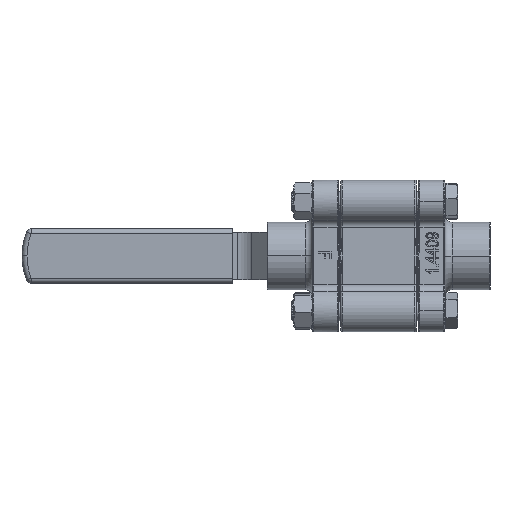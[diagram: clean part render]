
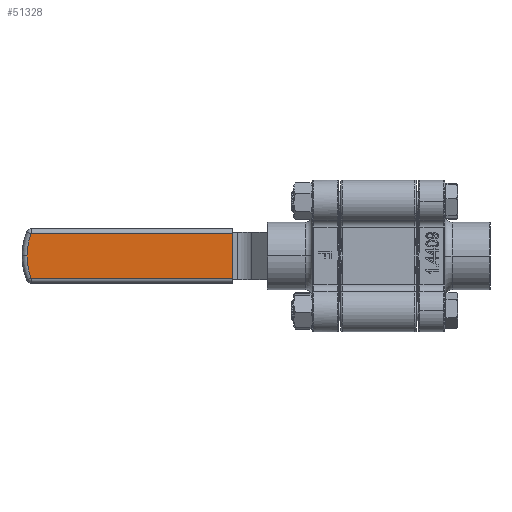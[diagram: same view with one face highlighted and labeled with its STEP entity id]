
A CAD part, front view. The second image highlights one B-rep face of the part: STEP entity #51328.
In plain terms, the highlighted planar face has unit normal (0, -1, 0).
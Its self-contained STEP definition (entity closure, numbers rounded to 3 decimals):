
#141 = AXIS2_PLACEMENT_3D ( 'NONE', #71384, #37254, #3269 ) ;
#2246 = CARTESIAN_POINT ( 'NONE',  ( -141.609, 79.833, 9. ) ) ;
#3269 = DIRECTION ( 'NONE',  ( -1., 0., 0. ) ) ;
#3790 = CARTESIAN_POINT ( 'NONE',  ( -140.287, 79.833, -9. ) ) ;
#3882 = EDGE_CURVE ( 'NONE', #72889, #67461, #45530, .T. ) ;
#5204 = FACE_OUTER_BOUND ( 'NONE', #43044, .T. ) ;
#7972 = DIRECTION ( 'NONE',  ( -1., 0., 0. ) ) ;
#9448 = CARTESIAN_POINT ( 'NONE',  ( -140.287, 79.833, 9. ) ) ;
#10627 = CIRCLE ( 'NONE', #67784, 24.5 ) ;
#11072 = VERTEX_POINT ( 'NONE', #60810 ) ;
#13852 = CARTESIAN_POINT ( 'NONE',  ( -59., 79.833, 9. ) ) ;
#15354 = ORIENTED_EDGE ( 'NONE', *, *, #3882, .T. ) ;
#21743 = CARTESIAN_POINT ( 'NONE',  ( -142., 79.833, 0. ) ) ;
#22103 = EDGE_CURVE ( 'NONE', #67461, #53855, #10627, .T. ) ;
#24079 = LINE ( 'NONE', #2246, #65914 ) ;
#24849 = DIRECTION ( 'NONE',  ( 1., 0., 0. ) ) ;
#26554 = DIRECTION ( 'NONE',  ( 0., 0., 1. ) ) ;
#28168 = CARTESIAN_POINT ( 'NONE',  ( -117.5, 79.833, 0. ) ) ;
#28656 = ORIENTED_EDGE ( 'NONE', *, *, #54238, .T. ) ;
#33876 = DIRECTION ( 'NONE',  ( -1., 0., 0. ) ) ;
#33973 = EDGE_CURVE ( 'NONE', #11072, #72220, #44989, .T. ) ;
#37254 = DIRECTION ( 'NONE',  ( 0., 1., 0. ) ) ;
#38183 = CARTESIAN_POINT ( 'NONE',  ( -59., 79.833, -11. ) ) ;
#42545 = CARTESIAN_POINT ( 'NONE',  ( -59., 79.833, -9. ) ) ;
#42787 = PLANE ( 'NONE',  #141 ) ;
#43044 = EDGE_LOOP ( 'NONE', ( #70776, #28656, #15354, #56708, #58812 ) ) ;
#43199 = VECTOR ( 'NONE', #26554, 1000. ) ;
#44989 = LINE ( 'NONE', #38183, #43199 ) ;
#45530 = CIRCLE ( 'NONE', #61660, 24.5 ) ;
#51328 = ADVANCED_FACE ( 'NONE', ( #5204 ), #42787, .F. ) ;
#51895 = DIRECTION ( 'NONE',  ( -1., 0., 0. ) ) ;
#51984 = DIRECTION ( 'NONE',  ( 0., -1., 0. ) ) ;
#52144 = CARTESIAN_POINT ( 'NONE',  ( -117.5, 79.833, 0. ) ) ;
#53855 = VERTEX_POINT ( 'NONE', #3790 ) ;
#54238 = EDGE_CURVE ( 'NONE', #72220, #72889, #24079, .T. ) ;
#56708 = ORIENTED_EDGE ( 'NONE', *, *, #22103, .T. ) ;
#57367 = VECTOR ( 'NONE', #24849, 1000. ) ;
#58812 = ORIENTED_EDGE ( 'NONE', *, *, #66134, .T. ) ;
#59168 = LINE ( 'NONE', #42545, #57367 ) ;
#60810 = CARTESIAN_POINT ( 'NONE',  ( -59., 79.833, -9. ) ) ;
#61660 = AXIS2_PLACEMENT_3D ( 'NONE', #52144, #51984, #51895 ) ;
#65914 = VECTOR ( 'NONE', #7972, 1000. ) ;
#66134 = EDGE_CURVE ( 'NONE', #53855, #11072, #59168, .T. ) ;
#67461 = VERTEX_POINT ( 'NONE', #21743 ) ;
#67784 = AXIS2_PLACEMENT_3D ( 'NONE', #28168, #67979, #33876 ) ;
#67979 = DIRECTION ( 'NONE',  ( 0., -1., 0. ) ) ;
#70776 = ORIENTED_EDGE ( 'NONE', *, *, #33973, .T. ) ;
#71384 = CARTESIAN_POINT ( 'NONE',  ( -117.5, 79.833, 0. ) ) ;
#72220 = VERTEX_POINT ( 'NONE', #13852 ) ;
#72889 = VERTEX_POINT ( 'NONE', #9448 ) ;
